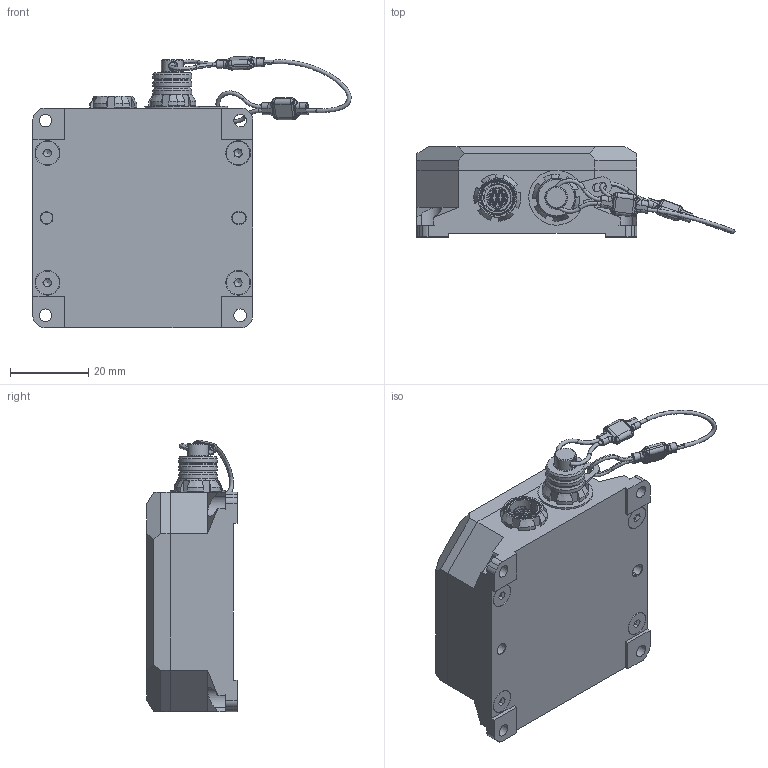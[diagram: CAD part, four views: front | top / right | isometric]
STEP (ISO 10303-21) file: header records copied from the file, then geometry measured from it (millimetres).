
FILE_DESCRIPTION(/* description */ (''),/* implementation_level */ '2;1');
FILE_NAME(/* name */ 'VN-110_Assembly_Rev2.stp',/* time_stamp */ '2021-03-23T14:20:32-05:00',/* author */ ('Chris'),/* organization */ (''),/* preprocessor_version */ 'ST-DEVELOPER v18.1',/* originating_system */ 'Autodesk Inventor 2021',/* authorisation */ '');
FILE_SCHEMA (('AUTOMOTIVE_DESIGN { 1 0 10303 214 3 1 1 }'));
Products named in the file (13): VN-110_Assembly; Case_Bottom_Rev2; Fisher_UR02W07_F010P_BK1; Part12; Part14; fc_ucr07p_1a1_a095_03; Fisher_Nut_M9x0p5; Part17; Case Top VN110_Rev2; SFB3-20; fc_metal_cap_s_102_black_01; fc_ucr07p_1a1_a095_02_single; FischerLanyard
Assembly tree (18 placements, depth 3):
  VN-110_Assembly
    Case_Bottom_Rev2
    Fisher_UR02W07_F010P_BK1  x2
      Part12
      Part14
    fc_ucr07p_1a1_a095_03
    Fisher_Nut_M9x0p5  x2
      Part17
    Case Top VN110_Rev2
    SFB3-20  x4
    fc_metal_cap_s_102_black_01
    fc_ucr07p_1a1_a095_02_single  x2
    FischerLanyard
Bounding box: 81.07 x 23 x 69.22 mm (x, y, z)
Volume: 28243 mm3; surface area: 31030.5 mm2
Topology: 17 solids, 19 shells, 2735 faces, 7322 edges, 4695 vertices
Faces by surface type: cylinder 980, plane 903, bspline 431, cone 357, torus 32, sphere 32
Full cylindrical faces by diameter (mm): 2.013 x4, 2.2 x1, 2.459 x4, 3 x4, 3.01 x1, 3.2 x8, 4.5 x4, 5.5 x1, 6 x4, 6.3 x4, 7.07 x3, 7.3 x1, 8.7 x1, 9 x1, 9.3 x2, 9.9 x3
Entity records: 64775 total; most frequent: CARTESIAN_POINT 23219, ORIENTED_EDGE 8848, DIRECTION 7967, EDGE_CURVE 4424, AXIS2_PLACEMENT_3D 3018, VERTEX_POINT 2844, LINE 1931, VECTOR 1931
